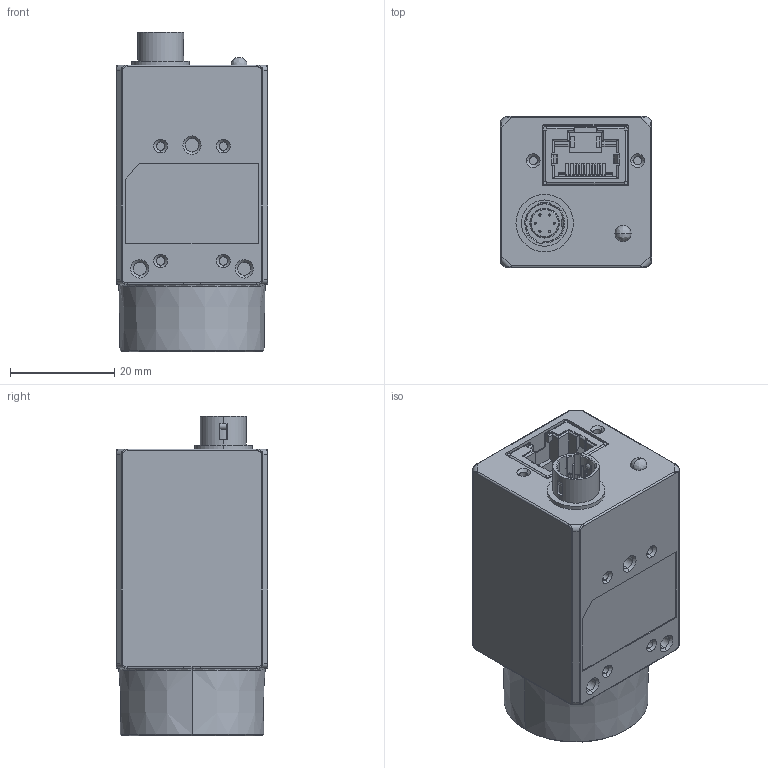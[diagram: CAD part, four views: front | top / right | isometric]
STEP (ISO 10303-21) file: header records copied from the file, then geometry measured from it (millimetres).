
FILE_DESCRIPTION((''),'2;1');
FILE_NAME('MV-600W-3D_2_1','2020-03-09T20:01:30',('wangyijun6'),(''),'CREO PARAMETRIC BY PTC INC, 2017260','CREO PARAMETRIC BY PTC INC, 2017260','');
FILE_SCHEMA(('CONFIG_CONTROL_DESIGN'));
Length unit declared in the file: millimetre
Products named in the file (1): MV-600W-3D_2_1
Bounding box: 29 x 29 x 61.16 mm (x, y, z)
Volume: 34066.4 mm3; surface area: 14355.5 mm2
Topology: 1 solids, 1 shells, 1196 faces, 3515 edges, 2292 vertices
Faces by surface type: plane 805, cylinder 322, bspline 36, cone 31, torus 2
Entity records: 41944 total; most frequent: CARTESIAN_POINT 10068, ORIENTED_EDGE 7030, DIRECTION 6217, EDGE_CURVE 3515, VECTOR 2541, LINE 2541, VERTEX_POINT 2292, AXIS2_PLACEMENT_3D 1838
